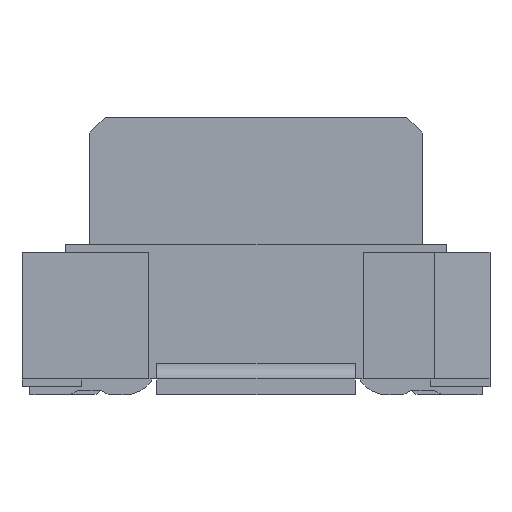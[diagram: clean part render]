
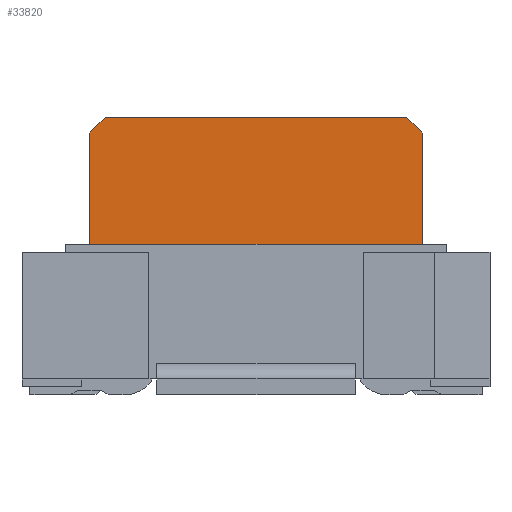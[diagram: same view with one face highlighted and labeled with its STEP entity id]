
A CAD part, front view. The second image highlights one B-rep face of the part: STEP entity #33820.
In plain terms, the highlighted planar face has unit normal (0, -1, 0).
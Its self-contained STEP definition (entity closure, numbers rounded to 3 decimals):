
#880=CARTESIAN_POINT('',(-1.451,-1.05,0.));
#890=DIRECTION('',(0.707,0.,-0.707));
#900=VECTOR('',#890,1.);
#910=LINE('',#880,#900);
#920=CARTESIAN_POINT('',(-3.259,-1.05,1.808));
#930=VERTEX_POINT('',#920);
#940=CARTESIAN_POINT('',(-3.159,-1.05,1.708));
#950=VERTEX_POINT('',#940);
#960=EDGE_CURVE('',#930,#950,#910,.T.);
#24510=CARTESIAN_POINT('',(0.541,-1.05,3.508));
#24520=VERTEX_POINT('',#24510);
#24670=CARTESIAN_POINT('',(0.741,-1.05,3.308));
#24680=VERTEX_POINT('',#24670);
#24710=CARTESIAN_POINT('',(4.049,-1.05,0.));
#24720=DIRECTION('',(0.707,0.,-0.707));
#24730=VECTOR('',#24720,1.);
#24740=LINE('',#24710,#24730);
#24750=EDGE_CURVE('',#24520,#24680,#24740,.T.);
#33010=CARTESIAN_POINT('',(0.741,-1.05,1.808));
#33020=DIRECTION('',(-0.,-1.,-0.));
#33030=DIRECTION('',(-1.,0.,0.));
#33040=AXIS2_PLACEMENT_3D('',#33010,#33020,#33030);
#33050=PLANE('',#33040);
#33060=CARTESIAN_POINT('',(-6.767,-1.05,0.));
#33070=DIRECTION('',(0.707,0.,0.707));
#33080=VECTOR('',#33070,1.);
#33090=LINE('',#33060,#33080);
#33100=CARTESIAN_POINT('',(-3.459,-1.05,3.308));
#33110=VERTEX_POINT('',#33100);
#33120=CARTESIAN_POINT('',(-3.259,-1.05,3.508));
#33130=VERTEX_POINT('',#33120);
#33140=EDGE_CURVE('',#33110,#33130,#33090,.T.);
#33150=ORIENTED_EDGE('',*,*,#33140,.F.);
#33160=CARTESIAN_POINT('',(0.,-1.05,3.508));
#33170=DIRECTION('',(1.,0.,0.));
#33180=VECTOR('',#33170,1.);
#33190=LINE('',#33160,#33180);
#33200=EDGE_CURVE('',#33130,#24520,#33190,.T.);
#33210=ORIENTED_EDGE('',*,*,#33200,.F.);
#33220=ORIENTED_EDGE('',*,*,#24750,.F.);
#33230=CARTESIAN_POINT('',(0.741,-1.05,0.));
#33240=DIRECTION('',(0.,0.,-1.));
#33250=VECTOR('',#33240,1.);
#33260=LINE('',#33230,#33250);
#33270=CARTESIAN_POINT('',(0.741,-1.05,1.808));
#33280=VERTEX_POINT('',#33270);
#33290=EDGE_CURVE('',#24680,#33280,#33260,.T.);
#33300=ORIENTED_EDGE('',*,*,#33290,.F.);
#33310=CARTESIAN_POINT('',(0.,-1.05,1.808));
#33320=DIRECTION('',(1.,0.,0.));
#33330=VECTOR('',#33320,1.);
#33340=LINE('',#33310,#33330);
#33350=CARTESIAN_POINT('',(0.541,-1.05,1.808));
#33360=VERTEX_POINT('',#33350);
#33370=EDGE_CURVE('',#33360,#33280,#33340,.T.);
#33380=ORIENTED_EDGE('',*,*,#33370,.T.);
#33390=CARTESIAN_POINT('',(-1.267,-1.05,0.));
#33400=DIRECTION('',(0.707,0.,0.707));
#33410=VECTOR('',#33400,1.);
#33420=LINE('',#33390,#33410);
#33430=CARTESIAN_POINT('',(0.441,-1.05,1.708));
#33440=VERTEX_POINT('',#33430);
#33450=EDGE_CURVE('',#33440,#33360,#33420,.T.);
#33460=ORIENTED_EDGE('',*,*,#33450,.T.);
#33470=CARTESIAN_POINT('',(0.441,-1.05,0.));
#33480=DIRECTION('',(0.,0.,-1.));
#33490=VECTOR('',#33480,1.);
#33500=LINE('',#33470,#33490);
#33510=CARTESIAN_POINT('',(0.441,-1.05,1.308));
#33520=VERTEX_POINT('',#33510);
#33530=EDGE_CURVE('',#33440,#33520,#33500,.T.);
#33540=ORIENTED_EDGE('',*,*,#33530,.F.);
#33550=CARTESIAN_POINT('',(0.,-1.05,1.308));
#33560=DIRECTION('',(1.,0.,0.));
#33570=VECTOR('',#33560,1.);
#33580=LINE('',#33550,#33570);
#33590=CARTESIAN_POINT('',(-3.159,-1.05,1.308));
#33600=VERTEX_POINT('',#33590);
#33610=EDGE_CURVE('',#33600,#33520,#33580,.T.);
#33620=ORIENTED_EDGE('',*,*,#33610,.T.);
#33630=CARTESIAN_POINT('',(-3.159,-1.05,0.));
#33640=DIRECTION('',(0.,0.,1.));
#33650=VECTOR('',#33640,1.);
#33660=LINE('',#33630,#33650);
#33670=EDGE_CURVE('',#33600,#950,#33660,.T.);
#33680=ORIENTED_EDGE('',*,*,#33670,.F.);
#33690=ORIENTED_EDGE('',*,*,#960,.T.);
#33700=CARTESIAN_POINT('',(-3.459,-1.05,1.808));
#33710=VERTEX_POINT('',#33700);
#33720=EDGE_CURVE('',#33710,#930,#33340,.T.);
#33730=ORIENTED_EDGE('',*,*,#33720,.T.);
#33740=CARTESIAN_POINT('',(-3.459,-1.05,0.));
#33750=DIRECTION('',(0.,0.,1.));
#33760=VECTOR('',#33750,1.);
#33770=LINE('',#33740,#33760);
#33780=EDGE_CURVE('',#33710,#33110,#33770,.T.);
#33790=ORIENTED_EDGE('',*,*,#33780,.F.);
#33800=EDGE_LOOP('',(#33790,#33730,#33690,#33680,#33620,#33540,#33460,
#33380,#33300,#33220,#33210,#33150));
#33810=FACE_OUTER_BOUND('',#33800,.T.);
#33820=ADVANCED_FACE('',(#33810),#33050,.T.);
